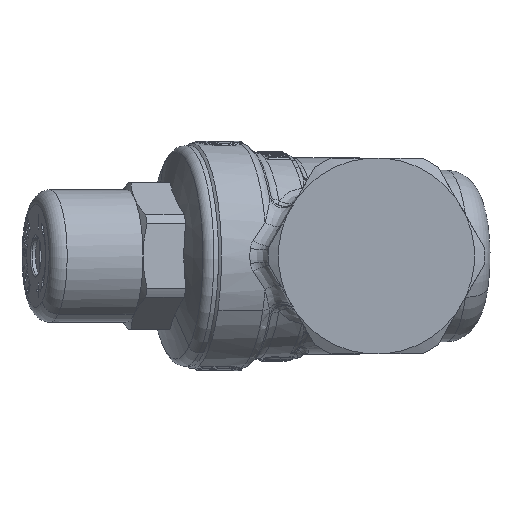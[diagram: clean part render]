
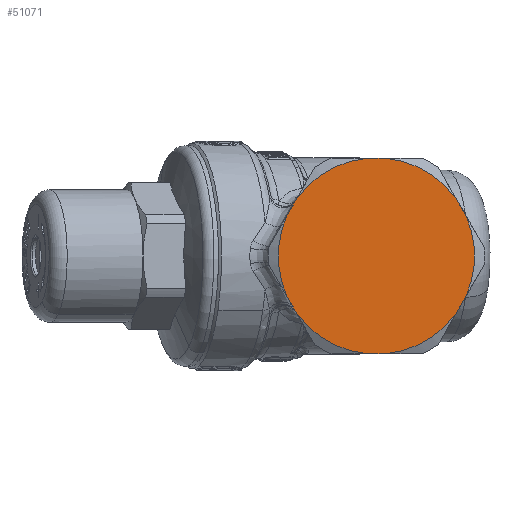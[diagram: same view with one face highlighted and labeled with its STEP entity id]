
A CAD part, left-side view. The second image highlights one B-rep face of the part: STEP entity #51071.
In plain terms, the highlighted planar face has unit normal (-1, 0, 0).
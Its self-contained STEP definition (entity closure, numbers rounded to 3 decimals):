
#46783=CARTESIAN_POINT('Vertex',(-43.5,1.997,19.9)) ;
#46786=CARTESIAN_POINT('Line Origine',(-43.5,0.,19.9)) ;
#46790=CARTESIAN_POINT('Vertex',(-43.5,-1.997,19.9)) ;
#46837=CARTESIAN_POINT('Vertex',(-43.5,-16.235,11.68)) ;
#46840=CARTESIAN_POINT('Line Origine',(-43.5,-17.234,9.95)) ;
#46844=CARTESIAN_POINT('Vertex',(-43.5,-18.233,8.22)) ;
#46871=CARTESIAN_POINT('Vertex',(-43.5,-18.233,-8.22)) ;
#46874=CARTESIAN_POINT('Line Origine',(-43.5,-17.234,-9.95)) ;
#46878=CARTESIAN_POINT('Vertex',(-43.5,-16.235,-11.68)) ;
#46904=CARTESIAN_POINT('Axis2P3D Location',(-43.5,0.,0.)) ;
#46908=CARTESIAN_POINT('Vertex',(-43.5,-1.997,-19.9)) ;
#46927=CARTESIAN_POINT('Axis2P3D Location',(-43.5,0.,0.)) ;
#46941=CARTESIAN_POINT('Axis2P3D Location',(-43.5,0.,0.)) ;
#46955=CARTESIAN_POINT('Line Origine',(-43.5,0.,-19.9)) ;
#46959=CARTESIAN_POINT('Vertex',(-43.5,1.997,-19.9)) ;
#50826=CARTESIAN_POINT('Axis2P3D Location',(-43.5,0.,0.)) ;
#50830=CARTESIAN_POINT('Vertex',(-43.5,16.235,11.68)) ;
#50978=CARTESIAN_POINT('Axis2P3D Location',(-43.5,0.,0.)) ;
#50982=CARTESIAN_POINT('Vertex',(-43.5,18.233,8.22)) ;
#50984=CARTESIAN_POINT('Vertex',(-43.5,18.233,-8.22)) ;
#51035=CARTESIAN_POINT('Axis2P3D Location',(-43.5,20.,0.)) ;
#51040=CARTESIAN_POINT('Line Origine',(-43.5,17.234,9.95)) ;
#51045=CARTESIAN_POINT('Line Origine',(-43.5,17.234,-9.95)) ;
#51049=CARTESIAN_POINT('Vertex',(-43.5,16.235,-11.68)) ;
#51052=CARTESIAN_POINT('Axis2P3D Location',(-43.5,0.,0.)) ;
#46788=VECTOR('Line Direction',#46787,1.) ;
#46842=VECTOR('Line Direction',#46841,1.) ;
#46876=VECTOR('Line Direction',#46875,1.) ;
#46957=VECTOR('Line Direction',#46956,1.) ;
#51042=VECTOR('Line Direction',#51041,1.) ;
#51047=VECTOR('Line Direction',#51046,1.) ;
#46787=DIRECTION('Vector Direction',(0.,-1.,0.)) ;
#46841=DIRECTION('Vector Direction',(0.,0.5,0.866)) ;
#46875=DIRECTION('Vector Direction',(0.,0.5,-0.866)) ;
#46905=DIRECTION('Axis2P3D Direction',(1.,-0.,0.)) ;
#46928=DIRECTION('Axis2P3D Direction',(1.,-0.,0.)) ;
#46942=DIRECTION('Axis2P3D Direction',(1.,-0.,0.)) ;
#46956=DIRECTION('Vector Direction',(0.,1.,0.)) ;
#50827=DIRECTION('Axis2P3D Direction',(1.,-0.,0.)) ;
#50979=DIRECTION('Axis2P3D Direction',(1.,-0.,0.)) ;
#51036=DIRECTION('Axis2P3D Direction',(-1.,0.,0.)) ;
#51037=DIRECTION('Axis2P3D XDirection',(0.,1.,0.)) ;
#51041=DIRECTION('Vector Direction',(0.,-0.5,0.866)) ;
#51046=DIRECTION('Vector Direction',(0.,-0.5,-0.866)) ;
#51053=DIRECTION('Axis2P3D Direction',(-1.,0.,0.)) ;
#46906=AXIS2_PLACEMENT_3D('Circle Axis2P3D',#46904,#46905,$) ;
#46929=AXIS2_PLACEMENT_3D('Circle Axis2P3D',#46927,#46928,$) ;
#46943=AXIS2_PLACEMENT_3D('Circle Axis2P3D',#46941,#46942,$) ;
#50828=AXIS2_PLACEMENT_3D('Circle Axis2P3D',#50826,#50827,$) ;
#50980=AXIS2_PLACEMENT_3D('Circle Axis2P3D',#50978,#50979,$) ;
#51038=AXIS2_PLACEMENT_3D('Plane Axis2P3D',#51035,#51036,#51037) ;
#51054=AXIS2_PLACEMENT_3D('Circle Axis2P3D',#51052,#51053,$) ;
#46789=LINE('Line',#46786,#46788) ;
#46843=LINE('Line',#46840,#46842) ;
#46877=LINE('Line',#46874,#46876) ;
#46958=LINE('Line',#46955,#46957) ;
#51043=LINE('Line',#51040,#51042) ;
#51048=LINE('Line',#51045,#51047) ;
#46907=CIRCLE('generated circle',#46906,20.) ;
#46930=CIRCLE('generated circle',#46929,20.) ;
#46944=CIRCLE('generated circle',#46943,20.) ;
#50829=CIRCLE('generated circle',#50828,20.) ;
#50981=CIRCLE('generated circle',#50980,20.) ;
#51055=CIRCLE('generated circle',#51054,20.) ;
#51039=PLANE('',#51038) ;
#46792=EDGE_CURVE('',#46784,#46791,#46789,.T.) ;
#46846=EDGE_CURVE('',#46845,#46838,#46843,.T.) ;
#46880=EDGE_CURVE('',#46872,#46879,#46877,.T.) ;
#46910=EDGE_CURVE('',#46909,#46879,#46907,.F.) ;
#46931=EDGE_CURVE('',#46872,#46845,#46930,.F.) ;
#46945=EDGE_CURVE('',#46838,#46791,#46944,.F.) ;
#46961=EDGE_CURVE('',#46909,#46960,#46958,.T.) ;
#50832=EDGE_CURVE('',#46784,#50831,#50829,.F.) ;
#50986=EDGE_CURVE('',#50983,#50985,#50981,.F.) ;
#51044=EDGE_CURVE('',#50983,#50831,#51043,.T.) ;
#51051=EDGE_CURVE('',#50985,#51050,#51048,.T.) ;
#51056=EDGE_CURVE('',#51050,#46960,#51055,.T.) ;
#51058=ORIENTED_EDGE('',*,*,#50832,.T.) ;
#51059=ORIENTED_EDGE('',*,*,#51044,.F.) ;
#51060=ORIENTED_EDGE('',*,*,#50986,.T.) ;
#51061=ORIENTED_EDGE('',*,*,#51051,.T.) ;
#51062=ORIENTED_EDGE('',*,*,#51056,.T.) ;
#51063=ORIENTED_EDGE('',*,*,#46961,.F.) ;
#51064=ORIENTED_EDGE('',*,*,#46910,.T.) ;
#51065=ORIENTED_EDGE('',*,*,#46880,.F.) ;
#51066=ORIENTED_EDGE('',*,*,#46931,.T.) ;
#51067=ORIENTED_EDGE('',*,*,#46846,.T.) ;
#51068=ORIENTED_EDGE('',*,*,#46945,.T.) ;
#51069=ORIENTED_EDGE('',*,*,#46792,.F.) ;
#51057=EDGE_LOOP('',(#51058,#51059,#51060,#51061,#51062,#51063,#51064,#51065,#51066,#51067,#51068,#51069)) ;
#46784=VERTEX_POINT('',#46783) ;
#46791=VERTEX_POINT('',#46790) ;
#46838=VERTEX_POINT('',#46837) ;
#46845=VERTEX_POINT('',#46844) ;
#46872=VERTEX_POINT('',#46871) ;
#46879=VERTEX_POINT('',#46878) ;
#46909=VERTEX_POINT('',#46908) ;
#46960=VERTEX_POINT('',#46959) ;
#50831=VERTEX_POINT('',#50830) ;
#50983=VERTEX_POINT('',#50982) ;
#50985=VERTEX_POINT('',#50984) ;
#51050=VERTEX_POINT('',#51049) ;
#51071=ADVANCED_FACE('PartBody',(#51070),#51039,.T.) ;
#51070=FACE_OUTER_BOUND('',#51057,.T.) ;
